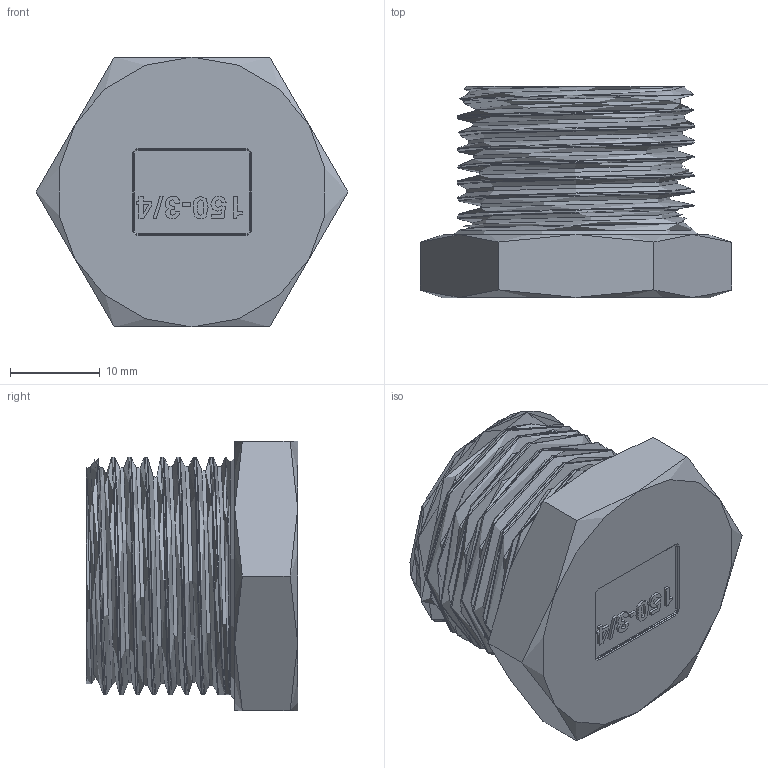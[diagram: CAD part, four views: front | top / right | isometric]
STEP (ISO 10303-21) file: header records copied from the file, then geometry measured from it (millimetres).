
FILE_DESCRIPTION(/* description */ (''),/* implementation_level */ '2;1');
FILE_NAME(/* name */ 'vs_34_ak_es.stp',/* time_stamp */ '2017-04-10T16:18:55+02:00',/* author */ ('Hamoud'),/* organization */ (''),/* preprocessor_version */ 'ST-DEVELOPER v15.6',/* originating_system */ 'Autodesk Inventor LT ',/* authorisation */ '');
FILE_SCHEMA (('AUTOMOTIVE_DESIGN { 1 0 10303 214 3 1 1 }'));
Length unit declared in the file: millimetre
Products named in the file (1): vs_34_ak_es
Bounding box: 34.64 x 23.5 x 30 mm (x, y, z)
Volume: 7639 mm3; surface area: 5536.4 mm2
Topology: 1 solids, 1 shells, 220 faces, 564 edges, 359 vertices
Faces by surface type: bspline 109, plane 65, cylinder 22, cone 13, torus 11
Full cylindrical faces by diameter (mm): 20 x1, 26.44 x8
Entity records: 24672 total; most frequent: CARTESIAN_POINT 20070, ORIENTED_EDGE 1100, DIRECTION 727, EDGE_CURVE 550, VERTEX_POINT 358, AXIS2_PLACEMENT_3D 257, EDGE_LOOP 230, LINE 213
